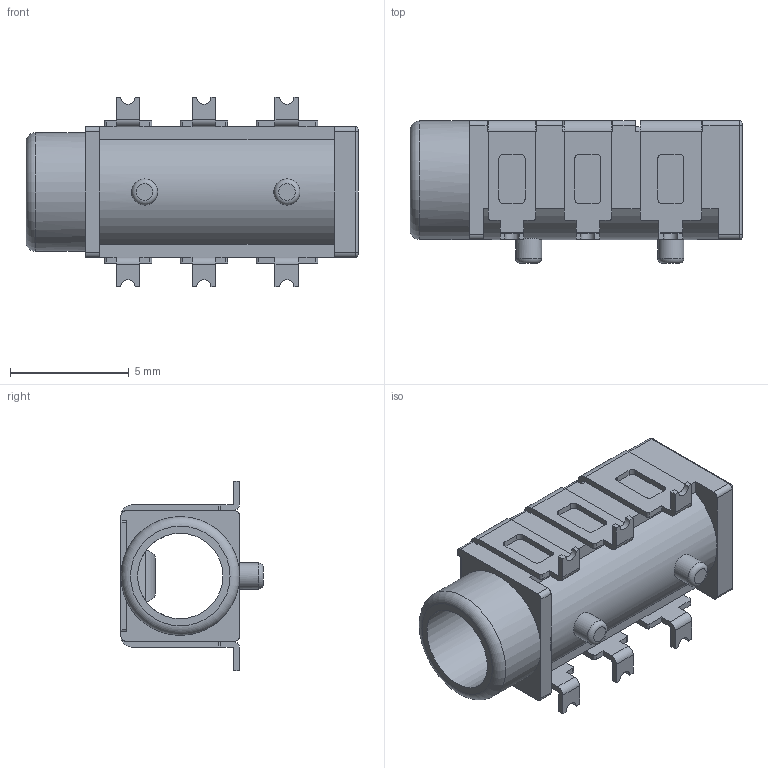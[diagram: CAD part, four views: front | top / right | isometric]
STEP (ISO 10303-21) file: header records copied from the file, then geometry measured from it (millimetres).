
FILE_DESCRIPTION(/* description */ ('STEP AP242','CAx-IF Rec.Pracs.---Representation and Presentation of Product Manufacturing Information (PMI)---4.0---2014-10-13','CAx-IF Rec.Pracs.---3D Tessellated Geometry---0.4---2014-09-14','2;1'),/* implementation_level */ '2;1');
FILE_NAME(/* name */ '683983330e4e6f650f9fcce7',/* time_stamp */ '2025-05-30T10:06:44Z',/* author */ (''),/* organization */ (''),/* preprocessor_version */ 'ST-DEVELOPER v20',/* originating_system */ 'ONSHAPE BY PTC INC, 1.198',/* authorisation */ ' ');
FILE_SCHEMA (('AP242_MANAGED_MODEL_BASED_3D_ENGINEERING_MIM_LF { 1 0 10303 442 1 1 4 }'));
Length unit declared in the file: metre
Products named in the file (3): AUDIO-SMD_PJ-313D-A~AUDIO-SMD_PJ-313D-A~DjTB
Bounding box: 14 x 6.01 x 8 mm (x, y, z)
Volume: 190.4 mm3; surface area: 634.7 mm2
Topology: 3 solids, 3 shells, 583 faces, 1655 edges, 1092 vertices
Faces by surface type: plane 331, cylinder 227, bspline 9, sphere 9, torus 7
Full cylindrical faces by diameter (mm): 1.1 x2, 3.6 x1, 5 x1
Entity records: 21656 total; most frequent: CARTESIAN_POINT 3790, ORIENTED_EDGE 3266, DIRECTION 3113, EDGE_CURVE 1633, VERTEX_POINT 1083, AXIS2_PLACEMENT_3D 1040, LINE 1033, VECTOR 1033
